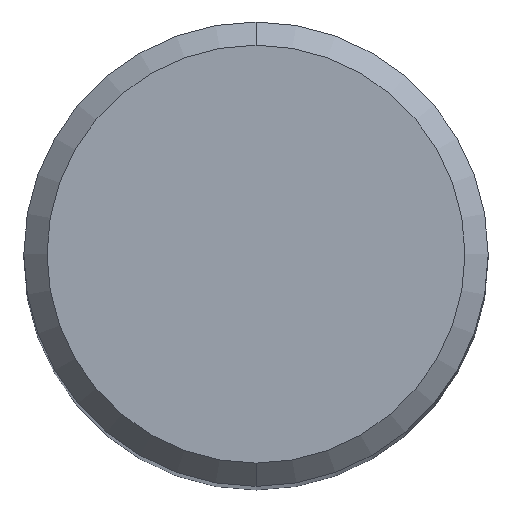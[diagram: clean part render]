
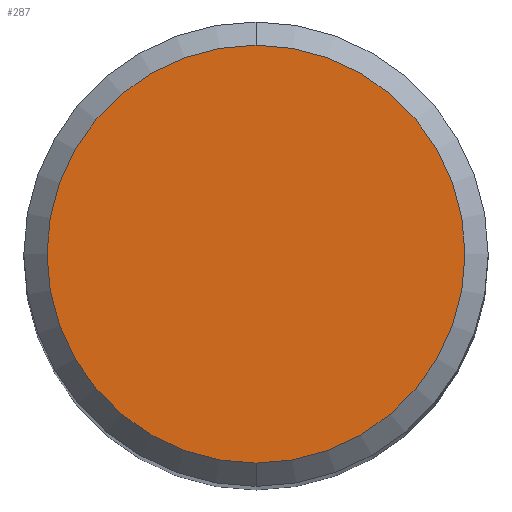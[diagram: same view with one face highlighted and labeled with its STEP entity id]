
A CAD part, top view. The second image highlights one B-rep face of the part: STEP entity #287.
In plain terms, the highlighted planar face has unit normal (0, 0, 1).
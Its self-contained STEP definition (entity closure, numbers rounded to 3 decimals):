
#211=VERTEX_POINT('',#520);
#287=ADVANCED_FACE('',(#604),#605,.T.);
#397=EDGE_CURVE('',#457,#211,#725,.T.);
#413=EDGE_CURVE('',#211,#457,#742,.T.);
#457=VERTEX_POINT('',#794);
#520=CARTESIAN_POINT('',(0.,-3.6,0.));
#604=FACE_OUTER_BOUND('',#1005,.T.);
#605=PLANE('',#1006);
#725=CIRCLE('',#1263,3.6);
#742=CIRCLE('',#1317,3.6);
#794=CARTESIAN_POINT('',(0.0,3.6,0.));
#1005=EDGE_LOOP('',(#1576,#1577));
#1006=AXIS2_PLACEMENT_3D('',#1578,#1579,#1580);
#1263=AXIS2_PLACEMENT_3D('',#1719,#1720,#1721);
#1317=AXIS2_PLACEMENT_3D('',#1742,#1743,#1744);
#1576=ORIENTED_EDGE('',*,*,#397,.F.);
#1577=ORIENTED_EDGE('',*,*,#413,.F.);
#1578=CARTESIAN_POINT('',(0.0,1.8,0.));
#1579=DIRECTION('',(-0.0,0.0,1.0));
#1580=DIRECTION('',(0.0,-1.0,0.0));
#1719=CARTESIAN_POINT('',(0.0,0.0,0.));
#1720=DIRECTION('',(0.0,0.0,-1.0));
#1721=DIRECTION('',(0.0,1.0,0.0));
#1742=CARTESIAN_POINT('',(0.0,0.0,0.));
#1743=DIRECTION('',(0.0,0.0,-1.0));
#1744=DIRECTION('',(0.0,1.0,0.0));
